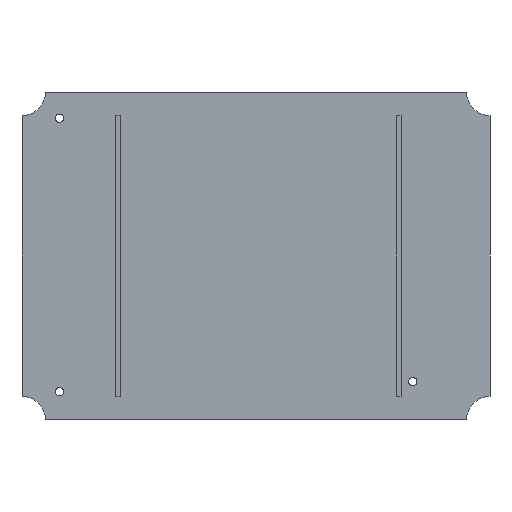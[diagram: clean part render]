
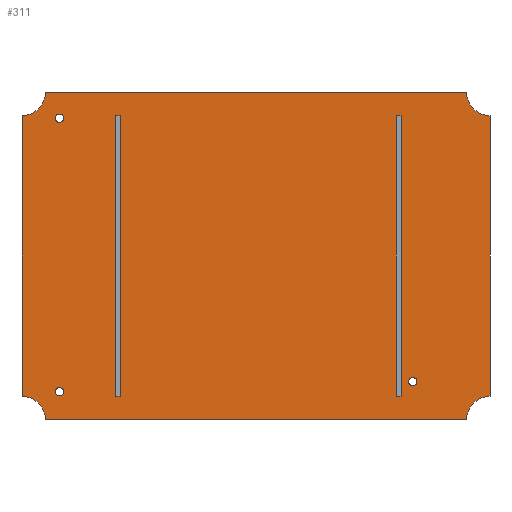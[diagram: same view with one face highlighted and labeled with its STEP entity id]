
A CAD part, front view. The second image highlights one B-rep face of the part: STEP entity #311.
In plain terms, the highlighted planar face has unit normal (0, -1, 0).
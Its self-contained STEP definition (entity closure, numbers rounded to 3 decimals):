
#38=AXIS2_PLACEMENT_3D('Circle Axis2P3D',#36,#37,$) ;
#73=AXIS2_PLACEMENT_3D('Circle Axis2P3D',#71,#72,$) ;
#203=AXIS2_PLACEMENT_3D('Plane Axis2P3D',#200,#201,#202) ;
#207=AXIS2_PLACEMENT_3D('Circle Axis2P3D',#205,#206,$) ;
#223=AXIS2_PLACEMENT_3D('Circle Axis2P3D',#221,#222,$) ;
#237=AXIS2_PLACEMENT_3D('Circle Axis2P3D',#235,#236,$) ;
#251=AXIS2_PLACEMENT_3D('Circle Axis2P3D',#249,#250,$) ;
#277=AXIS2_PLACEMENT_3D('Circle Axis2P3D',#275,#276,$) ;
#286=AXIS2_PLACEMENT_3D('Circle Axis2P3D',#284,#285,$) ;
#295=AXIS2_PLACEMENT_3D('Circle Axis2P3D',#293,#294,$) ;
#304=AXIS2_PLACEMENT_3D('Circle Axis2P3D',#302,#303,$) ;
#36=CARTESIAN_POINT('Axis2P3D Location',(827.5,33.,147.711)) ;
#40=CARTESIAN_POINT('Vertex',(836.5,33.,147.711)) ;
#42=CARTESIAN_POINT('Vertex',(818.5,33.,147.711)) ;
#71=CARTESIAN_POINT('Axis2P3D Location',(827.5,33.,147.711)) ;
#200=CARTESIAN_POINT('Axis2P3D Location',(0.,33.,0.)) ;
#205=CARTESIAN_POINT('Axis2P3D Location',(-7.5,33.,66.296)) ;
#209=CARTESIAN_POINT('Vertex',(42.5,33.,66.296)) ;
#211=CARTESIAN_POINT('Vertex',(-7.5,33.,116.296)) ;
#214=CARTESIAN_POINT('Line Origine',(492.5,33.,66.296)) ;
#218=CARTESIAN_POINT('Vertex',(942.5,33.,66.296)) ;
#221=CARTESIAN_POINT('Axis2P3D Location',(992.5,33.,66.296)) ;
#225=CARTESIAN_POINT('Vertex',(992.5,33.,116.296)) ;
#228=CARTESIAN_POINT('Line Origine',(992.5,33.,416.296)) ;
#232=CARTESIAN_POINT('Vertex',(992.5,33.,716.296)) ;
#235=CARTESIAN_POINT('Axis2P3D Location',(992.5,33.,766.296)) ;
#239=CARTESIAN_POINT('Vertex',(942.5,33.,766.296)) ;
#242=CARTESIAN_POINT('Line Origine',(492.5,33.,766.296)) ;
#246=CARTESIAN_POINT('Vertex',(42.5,33.,766.296)) ;
#249=CARTESIAN_POINT('Axis2P3D Location',(-7.5,33.,766.296)) ;
#253=CARTESIAN_POINT('Vertex',(-7.5,33.,716.296)) ;
#256=CARTESIAN_POINT('Line Origine',(-7.5,33.,416.296)) ;
#275=CARTESIAN_POINT('Axis2P3D Location',(72.5,33.,710.711)) ;
#279=CARTESIAN_POINT('Vertex',(63.5,33.,710.711)) ;
#281=CARTESIAN_POINT('Vertex',(81.5,33.,710.711)) ;
#284=CARTESIAN_POINT('Axis2P3D Location',(72.5,33.,710.711)) ;
#293=CARTESIAN_POINT('Axis2P3D Location',(72.5,33.,126.296)) ;
#297=CARTESIAN_POINT('Vertex',(63.5,33.,126.296)) ;
#299=CARTESIAN_POINT('Vertex',(81.5,33.,126.296)) ;
#302=CARTESIAN_POINT('Axis2P3D Location',(72.5,33.,126.296)) ;
#37=DIRECTION('Axis2P3D Direction',(0.,1.,0.)) ;
#72=DIRECTION('Axis2P3D Direction',(0.,1.,0.)) ;
#201=DIRECTION('Axis2P3D Direction',(0.,-1.,0.)) ;
#202=DIRECTION('Axis2P3D XDirection',(1.,0.,0.)) ;
#206=DIRECTION('Axis2P3D Direction',(0.,-1.,0.)) ;
#215=DIRECTION('Vector Direction',(-1.,0.,0.)) ;
#222=DIRECTION('Axis2P3D Direction',(0.,-1.,0.)) ;
#229=DIRECTION('Vector Direction',(0.,0.,1.)) ;
#236=DIRECTION('Axis2P3D Direction',(0.,-1.,0.)) ;
#243=DIRECTION('Vector Direction',(1.,0.,0.)) ;
#250=DIRECTION('Axis2P3D Direction',(0.,-1.,0.)) ;
#257=DIRECTION('Vector Direction',(0.,0.,-1.)) ;
#276=DIRECTION('Axis2P3D Direction',(0.,-1.,0.)) ;
#285=DIRECTION('Axis2P3D Direction',(0.,-1.,0.)) ;
#294=DIRECTION('Axis2P3D Direction',(0.,-1.,0.)) ;
#303=DIRECTION('Axis2P3D Direction',(0.,-1.,0.)) ;
#216=VECTOR('Line Direction',#215,1.) ;
#230=VECTOR('Line Direction',#229,1.) ;
#244=VECTOR('Line Direction',#243,1.) ;
#258=VECTOR('Line Direction',#257,1.) ;
#262=ORIENTED_EDGE('',*,*,#213,.F.) ;
#263=ORIENTED_EDGE('',*,*,#220,.T.) ;
#264=ORIENTED_EDGE('',*,*,#227,.F.) ;
#265=ORIENTED_EDGE('',*,*,#234,.T.) ;
#266=ORIENTED_EDGE('',*,*,#241,.F.) ;
#267=ORIENTED_EDGE('',*,*,#248,.T.) ;
#268=ORIENTED_EDGE('',*,*,#255,.F.) ;
#269=ORIENTED_EDGE('',*,*,#260,.T.) ;
#272=ORIENTED_EDGE('',*,*,#75,.F.) ;
#273=ORIENTED_EDGE('',*,*,#44,.F.) ;
#290=ORIENTED_EDGE('',*,*,#283,.F.) ;
#291=ORIENTED_EDGE('',*,*,#288,.F.) ;
#308=ORIENTED_EDGE('',*,*,#301,.F.) ;
#309=ORIENTED_EDGE('',*,*,#306,.F.) ;
#274=FACE_BOUND('',#271,.T.) ;
#292=FACE_BOUND('',#289,.T.) ;
#310=FACE_BOUND('',#307,.T.) ;
#311=ADVANCED_FACE('\X2\51E04F554F53\X0\.8',(#270,#274,#292,#310),#204,.T.) ;
#39=CIRCLE('generated circle',#38,9.) ;
#74=CIRCLE('generated circle',#73,9.) ;
#208=CIRCLE('generated circle',#207,50.) ;
#224=CIRCLE('generated circle',#223,50.) ;
#238=CIRCLE('generated circle',#237,50.) ;
#252=CIRCLE('generated circle',#251,50.) ;
#278=CIRCLE('generated circle',#277,9.) ;
#287=CIRCLE('generated circle',#286,9.) ;
#296=CIRCLE('generated circle',#295,9.) ;
#305=CIRCLE('generated circle',#304,9.) ;
#44=EDGE_CURVE('',#41,#43,#39,.F.) ;
#75=EDGE_CURVE('',#43,#41,#74,.F.) ;
#213=EDGE_CURVE('',#210,#212,#208,.T.) ;
#220=EDGE_CURVE('',#210,#219,#217,.F.) ;
#227=EDGE_CURVE('',#226,#219,#224,.T.) ;
#234=EDGE_CURVE('',#226,#233,#231,.T.) ;
#241=EDGE_CURVE('',#240,#233,#238,.T.) ;
#248=EDGE_CURVE('',#240,#247,#245,.F.) ;
#255=EDGE_CURVE('',#254,#247,#252,.T.) ;
#260=EDGE_CURVE('',#254,#212,#259,.T.) ;
#283=EDGE_CURVE('',#280,#282,#278,.T.) ;
#288=EDGE_CURVE('',#282,#280,#287,.T.) ;
#301=EDGE_CURVE('',#298,#300,#296,.T.) ;
#306=EDGE_CURVE('',#300,#298,#305,.T.) ;
#261=EDGE_LOOP('',(#262,#263,#264,#265,#266,#267,#268,#269)) ;
#271=EDGE_LOOP('',(#272,#273)) ;
#289=EDGE_LOOP('',(#290,#291)) ;
#307=EDGE_LOOP('',(#308,#309)) ;
#270=FACE_OUTER_BOUND('',#261,.T.) ;
#217=LINE('Line',#214,#216) ;
#231=LINE('Line',#228,#230) ;
#245=LINE('Line',#242,#244) ;
#259=LINE('Line',#256,#258) ;
#204=PLANE('',#203) ;
#41=VERTEX_POINT('',#40) ;
#43=VERTEX_POINT('',#42) ;
#210=VERTEX_POINT('',#209) ;
#212=VERTEX_POINT('',#211) ;
#219=VERTEX_POINT('',#218) ;
#226=VERTEX_POINT('',#225) ;
#233=VERTEX_POINT('',#232) ;
#240=VERTEX_POINT('',#239) ;
#247=VERTEX_POINT('',#246) ;
#254=VERTEX_POINT('',#253) ;
#280=VERTEX_POINT('',#279) ;
#282=VERTEX_POINT('',#281) ;
#298=VERTEX_POINT('',#297) ;
#300=VERTEX_POINT('',#299) ;
